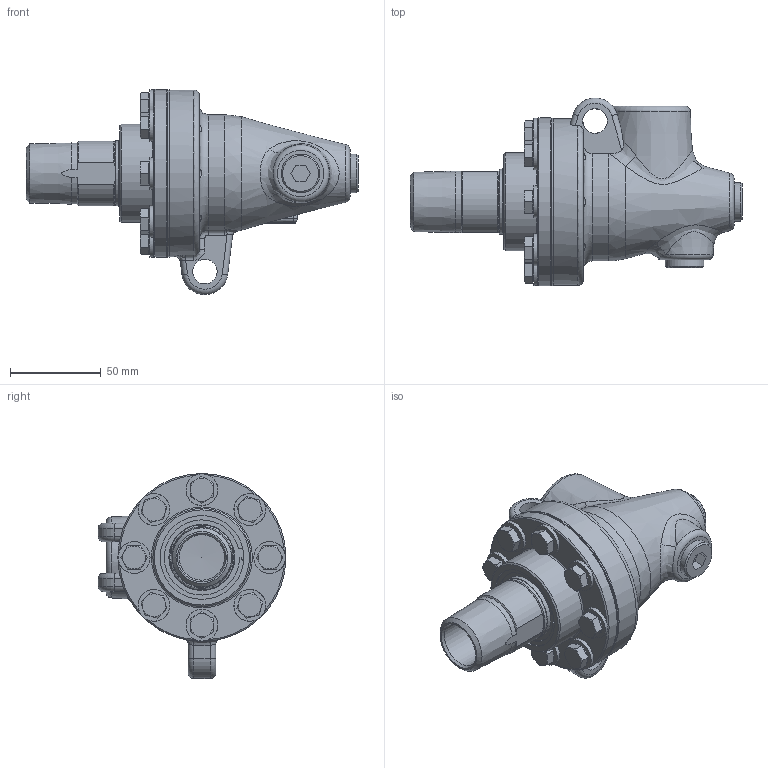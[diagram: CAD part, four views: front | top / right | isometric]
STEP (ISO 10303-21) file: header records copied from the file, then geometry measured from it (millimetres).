
FILE_DESCRIPTION(/* description */ (''),/* implementation_level */ '2;1');
FILE_NAME(/* name */ 'BC-54100-16-20-IC.stp',/* time_stamp */ '2020-05-19T15:14:26-05:00',/* author */ ('dyurkovich'),/* organization */ (''),/* preprocessor_version */ 'ST-DEVELOPER v18',/* originating_system */ 'Autodesk Inventor 2020',/* authorisation */ '');
FILE_SCHEMA (('AUTOMOTIVE_DESIGN { 1 0 10303 214 3 1 1 }'));
Length unit declared in the file: millimetre
Products named in the file (1): BC-54100-16-20-IC
Bounding box: 182.77 x 103.41 x 112.9 mm (x, y, z)
Volume: 469276 mm3; surface area: 67545.7 mm2
Topology: 1 solids, 11 shells, 989 faces, 2513 edges, 1634 vertices
Faces by surface type: plane 536, bspline 236, cylinder 113, cone 79, torus 21, sphere 4
Full cylindrical faces by diameter (mm): 6.401 x8, 7.938 x8, 8.4 x8, 8.6 x8, 8.738 x8, 12.7 x8, 13.5 x3, 17.475 x8, 25 x1, 29 x1, 35.8 x1, 36.35 x1, 46.1 x2, 47.4 x1, 54 x1, 55.5 x1, 56.39 x1, 91.9 x1, 92.2 x1, 92.5 x1
Entity records: 35988 total; most frequent: CARTESIAN_POINT 12518, ORIENTED_EDGE 5022, DIRECTION 3991, EDGE_CURVE 2511, VERTEX_POINT 1634, LINE 1345, VECTOR 1345, AXIS2_PLACEMENT_3D 1323
